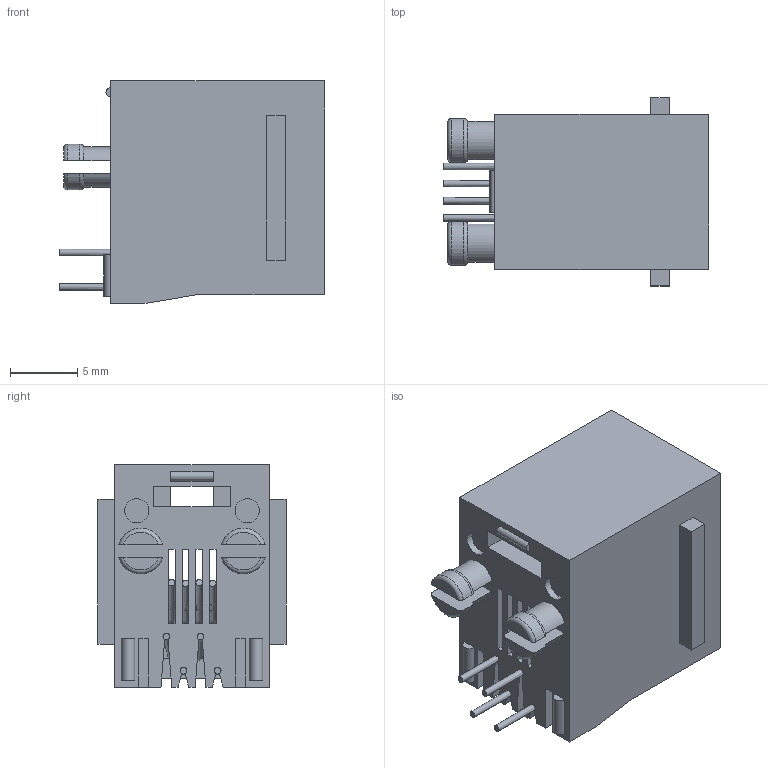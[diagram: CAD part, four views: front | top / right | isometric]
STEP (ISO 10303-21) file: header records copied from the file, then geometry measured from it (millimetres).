
FILE_DESCRIPTION( ( 'Unknown' ), '1' );
FILE_NAME( '615004144021.stp', 'Unknown', ( 'Unknown' ), ( 'Unknown' ), 'PSStep 17.0.49', 'Unknown', ' ' );
FILE_SCHEMA( ( 'AUTOMOTIVE_DESIGN { 1 0 10303 214 1 1 1 1 }' ) );
Length unit declared in the file: millimetre
Products named in the file (6): Assem1; pin1; pin3; pin2; pin4; housing
Assembly tree (5 placements, depth 2):
  Assem1
    pin1
    pin3
    pin2
    pin4
    housing
Bounding box: 19.68 x 13.97 x 16.5 mm (x, y, z)
Volume: 1724.8 mm3; surface area: 2458.6 mm2
Topology: 5 solids, 5 shells, 208 faces, 554 edges, 356 vertices
Faces by surface type: plane 179, cylinder 17, torus 8, bspline 4
Full cylindrical faces by diameter (mm): 1.8 x2
Entity records: 11776 total; most frequent: CARTESIAN_POINT 4858, ORIENTED_EDGE 1092, DIRECTION 998, EDGE_CURVE 546, LINE 482, VECTOR 482, VERTEX_POINT 354, AXIS2_PLACEMENT_3D 258
